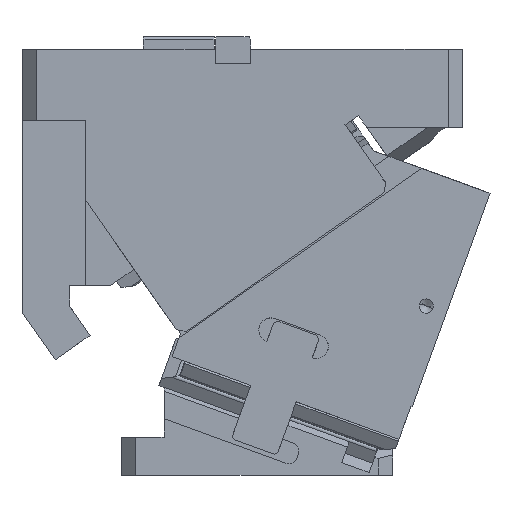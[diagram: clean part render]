
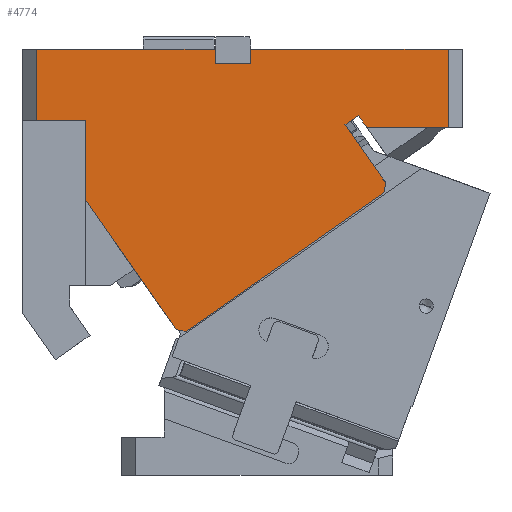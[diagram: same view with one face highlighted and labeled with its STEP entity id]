
A CAD part, front view. The second image highlights one B-rep face of the part: STEP entity #4774.
In plain terms, the highlighted planar face has unit normal (0, -1, 0).
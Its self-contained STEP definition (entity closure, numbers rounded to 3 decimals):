
#1072=CARTESIAN_POINT('Vertex',(-82.586,-90.,136.845)) ;
#1075=CARTESIAN_POINT('Line Origine',(-68.246,-90.,116.366)) ;
#1079=CARTESIAN_POINT('Vertex',(-53.907,-90.,95.887)) ;
#1181=CARTESIAN_POINT('Vertex',(-265.,-90.,83.539)) ;
#1184=CARTESIAN_POINT('Line Origine',(-265.,-90.,111.77)) ;
#1188=CARTESIAN_POINT('Vertex',(-265.,-90.,140.)) ;
#1516=CARTESIAN_POINT('Line Origine',(-54.521,-90.,92.406)) ;
#1520=CARTESIAN_POINT('Vertex',(-55.135,-90.,88.924)) ;
#1584=CARTESIAN_POINT('Vertex',(-73.166,-90.,143.441)) ;
#1587=CARTESIAN_POINT('Line Origine',(-77.876,-90.,140.143)) ;
#1608=CARTESIAN_POINT('Line Origine',(-282.5,-90.,140.)) ;
#1612=CARTESIAN_POINT('Vertex',(-300.,-90.,140.)) ;
#1717=CARTESIAN_POINT('Vertex',(-67.255,-90.,135.)) ;
#1720=CARTESIAN_POINT('Line Origine',(-70.21,-90.,139.221)) ;
#1820=CARTESIAN_POINT('Vertex',(-300.,-90.,190.)) ;
#1828=CARTESIAN_POINT('Line Origine',(-300.,-90.,165.)) ;
#1918=CARTESIAN_POINT('Line Origine',(-38.627,-90.,135.)) ;
#1922=CARTESIAN_POINT('Vertex',(-10.,-90.,135.)) ;
#2128=CARTESIAN_POINT('Vertex',(-10.,-90.,190.)) ;
#2131=CARTESIAN_POINT('Line Origine',(-10.,-90.,162.5)) ;
#2661=CARTESIAN_POINT('Vertex',(-201.354,-90.,-7.356)) ;
#2675=CARTESIAN_POINT('Vertex',(-194.391,-90.,-8.584)) ;
#2678=CARTESIAN_POINT('Line Origine',(-197.873,-90.,-7.97)) ;
#2843=CARTESIAN_POINT('Vertex',(-174.,-90.,190.)) ;
#2846=CARTESIAN_POINT('Line Origine',(-174.,-90.,185.)) ;
#2850=CARTESIAN_POINT('Vertex',(-174.,-90.,180.)) ;
#2890=CARTESIAN_POINT('Vertex',(-149.,-90.,180.)) ;
#2893=CARTESIAN_POINT('Line Origine',(-149.,-90.,185.)) ;
#2897=CARTESIAN_POINT('Vertex',(-149.,-90.,190.)) ;
#4115=CARTESIAN_POINT('Line Origine',(-161.5,-90.,180.)) ;
#4313=CARTESIAN_POINT('Line Origine',(-79.5,-90.,190.)) ;
#4456=CARTESIAN_POINT('Line Origine',(-237.,-90.,190.)) ;
#4670=CARTESIAN_POINT('Line Origine',(-124.763,-90.,40.17)) ;
#4745=CARTESIAN_POINT('Axis2P3D Location',(0.,-90.,140.)) ;
#4750=CARTESIAN_POINT('Line Origine',(-233.177,-90.,38.091)) ;
#1076=DIRECTION('Vector Direction',(-0.574,0.,0.819)) ;
#1185=DIRECTION('Vector Direction',(0.,0.,-1.)) ;
#1517=DIRECTION('Vector Direction',(-0.174,0.,-0.985)) ;
#1588=DIRECTION('Vector Direction',(0.819,0.,0.574)) ;
#1609=DIRECTION('Vector Direction',(1.,0.,0.)) ;
#1721=DIRECTION('Vector Direction',(0.574,0.,-0.819)) ;
#1829=DIRECTION('Vector Direction',(0.,0.,-1.)) ;
#1919=DIRECTION('Vector Direction',(1.,0.,0.)) ;
#2132=DIRECTION('Vector Direction',(0.,0.,1.)) ;
#2679=DIRECTION('Vector Direction',(0.985,0.,-0.174)) ;
#2847=DIRECTION('Vector Direction',(0.,0.,1.)) ;
#2894=DIRECTION('Vector Direction',(0.,0.,-1.)) ;
#4116=DIRECTION('Vector Direction',(1.,0.,0.)) ;
#4314=DIRECTION('Vector Direction',(1.,0.,0.)) ;
#4457=DIRECTION('Vector Direction',(-1.,0.,0.)) ;
#4671=DIRECTION('Vector Direction',(-0.819,0.,-0.574)) ;
#4746=DIRECTION('Axis2P3D Direction',(0.,1.,0.)) ;
#4747=DIRECTION('Axis2P3D XDirection',(-1.,0.,0.)) ;
#4751=DIRECTION('Vector Direction',(0.574,0.,-0.819)) ;
#4748=AXIS2_PLACEMENT_3D('Plane Axis2P3D',#4745,#4746,#4747) ;
#4756=ORIENTED_EDGE('',*,*,#2682,.T.) ;
#4757=ORIENTED_EDGE('',*,*,#4674,.F.) ;
#4758=ORIENTED_EDGE('',*,*,#1522,.F.) ;
#4759=ORIENTED_EDGE('',*,*,#1081,.T.) ;
#4760=ORIENTED_EDGE('',*,*,#1591,.T.) ;
#4761=ORIENTED_EDGE('',*,*,#1724,.T.) ;
#4762=ORIENTED_EDGE('',*,*,#1924,.T.) ;
#4763=ORIENTED_EDGE('',*,*,#2135,.T.) ;
#4764=ORIENTED_EDGE('',*,*,#4317,.F.) ;
#4765=ORIENTED_EDGE('',*,*,#2899,.T.) ;
#4766=ORIENTED_EDGE('',*,*,#4119,.F.) ;
#4767=ORIENTED_EDGE('',*,*,#2852,.T.) ;
#4768=ORIENTED_EDGE('',*,*,#4460,.T.) ;
#4769=ORIENTED_EDGE('',*,*,#1832,.T.) ;
#4770=ORIENTED_EDGE('',*,*,#1614,.T.) ;
#4771=ORIENTED_EDGE('',*,*,#1190,.T.) ;
#4772=ORIENTED_EDGE('',*,*,#4754,.T.) ;
#1077=VECTOR('Line Direction',#1076,1.) ;
#1186=VECTOR('Line Direction',#1185,1.) ;
#1518=VECTOR('Line Direction',#1517,1.) ;
#1589=VECTOR('Line Direction',#1588,1.) ;
#1610=VECTOR('Line Direction',#1609,1.) ;
#1722=VECTOR('Line Direction',#1721,1.) ;
#1830=VECTOR('Line Direction',#1829,1.) ;
#1920=VECTOR('Line Direction',#1919,1.) ;
#2133=VECTOR('Line Direction',#2132,1.) ;
#2680=VECTOR('Line Direction',#2679,1.) ;
#2848=VECTOR('Line Direction',#2847,1.) ;
#2895=VECTOR('Line Direction',#2894,1.) ;
#4117=VECTOR('Line Direction',#4116,1.) ;
#4315=VECTOR('Line Direction',#4314,1.) ;
#4458=VECTOR('Line Direction',#4457,1.) ;
#4672=VECTOR('Line Direction',#4671,1.) ;
#4752=VECTOR('Line Direction',#4751,1.) ;
#4774=ADVANCED_FACE('CAM HOLDER',(#4773),#4749,.F.) ;
#1081=EDGE_CURVE('',#1080,#1073,#1078,.T.) ;
#1190=EDGE_CURVE('',#1189,#1182,#1187,.T.) ;
#1522=EDGE_CURVE('',#1080,#1521,#1519,.T.) ;
#1591=EDGE_CURVE('',#1073,#1585,#1590,.T.) ;
#1614=EDGE_CURVE('',#1613,#1189,#1611,.T.) ;
#1724=EDGE_CURVE('',#1585,#1718,#1723,.T.) ;
#1832=EDGE_CURVE('',#1821,#1613,#1831,.T.) ;
#1924=EDGE_CURVE('',#1718,#1923,#1921,.T.) ;
#2135=EDGE_CURVE('',#1923,#2129,#2134,.T.) ;
#2682=EDGE_CURVE('',#2662,#2676,#2681,.T.) ;
#2852=EDGE_CURVE('',#2851,#2844,#2849,.T.) ;
#2899=EDGE_CURVE('',#2898,#2891,#2896,.T.) ;
#4119=EDGE_CURVE('',#2851,#2891,#4118,.T.) ;
#4317=EDGE_CURVE('',#2898,#2129,#4316,.T.) ;
#4460=EDGE_CURVE('',#2844,#1821,#4459,.T.) ;
#4674=EDGE_CURVE('',#1521,#2676,#4673,.T.) ;
#4754=EDGE_CURVE('',#1182,#2662,#4753,.T.) ;
#4755=EDGE_LOOP('',(#4756,#4757,#4758,#4759,#4760,#4761,#4762,#4763,#4764,#4765,#4766,#4767,#4768,#4769,#4770,#4771,#4772)) ;
#4773=FACE_OUTER_BOUND('',#4755,.T.) ;
#1078=LINE('Line',#1075,#1077) ;
#1187=LINE('Line',#1184,#1186) ;
#1519=LINE('Line',#1516,#1518) ;
#1590=LINE('Line',#1587,#1589) ;
#1611=LINE('Line',#1608,#1610) ;
#1723=LINE('Line',#1720,#1722) ;
#1831=LINE('Line',#1828,#1830) ;
#1921=LINE('Line',#1918,#1920) ;
#2134=LINE('Line',#2131,#2133) ;
#2681=LINE('Line',#2678,#2680) ;
#2849=LINE('Line',#2846,#2848) ;
#2896=LINE('Line',#2893,#2895) ;
#4118=LINE('Line',#4115,#4117) ;
#4316=LINE('Line',#4313,#4315) ;
#4459=LINE('Line',#4456,#4458) ;
#4673=LINE('Line',#4670,#4672) ;
#4753=LINE('Line',#4750,#4752) ;
#4749=PLANE('Plane',#4748) ;
#1073=VERTEX_POINT('',#1072) ;
#1080=VERTEX_POINT('',#1079) ;
#1182=VERTEX_POINT('',#1181) ;
#1189=VERTEX_POINT('',#1188) ;
#1521=VERTEX_POINT('',#1520) ;
#1585=VERTEX_POINT('',#1584) ;
#1613=VERTEX_POINT('',#1612) ;
#1718=VERTEX_POINT('',#1717) ;
#1821=VERTEX_POINT('',#1820) ;
#1923=VERTEX_POINT('',#1922) ;
#2129=VERTEX_POINT('',#2128) ;
#2662=VERTEX_POINT('',#2661) ;
#2676=VERTEX_POINT('',#2675) ;
#2844=VERTEX_POINT('',#2843) ;
#2851=VERTEX_POINT('',#2850) ;
#2891=VERTEX_POINT('',#2890) ;
#2898=VERTEX_POINT('',#2897) ;
